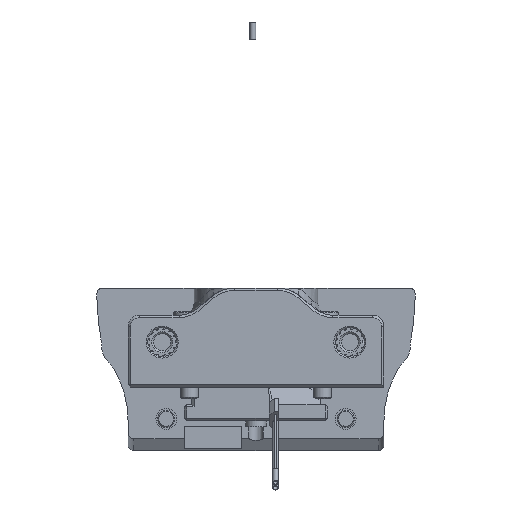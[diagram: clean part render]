
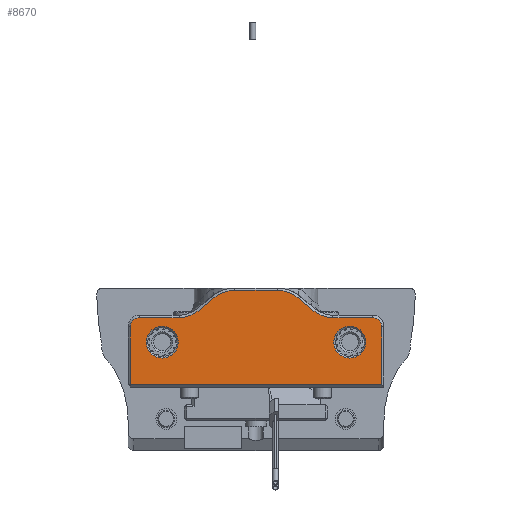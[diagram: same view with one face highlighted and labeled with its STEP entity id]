
A CAD part, left-side view. The second image highlights one B-rep face of the part: STEP entity #8670.
In plain terms, the highlighted planar face has unit normal (-1, 0, 0).
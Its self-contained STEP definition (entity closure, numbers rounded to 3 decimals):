
#684=FACE_BOUND('',#1957,.T.);
#685=FACE_BOUND('',#1958,.T.);
#943=CIRCLE('',#9420,2.75);
#944=CIRCLE('',#9422,1.6);
#945=CIRCLE('',#9423,5.4);
#946=CIRCLE('',#9424,5.6);
#947=CIRCLE('',#9425,5.6);
#948=CIRCLE('',#9426,5.4);
#949=CIRCLE('',#9427,1.6);
#950=CIRCLE('',#9428,2.75);
#1405=FACE_OUTER_BOUND('',#1956,.T.);
#1956=EDGE_LOOP('',(#6810,#6811,#6812,#6813,#6814,#6815,#6816,#6817,#6818,
#6819,#6820,#6821,#6822,#6823));
#1957=EDGE_LOOP('',(#6824));
#1958=EDGE_LOOP('',(#6825));
#2488=LINE('',#16684,#3119);
#2489=LINE('',#16686,#3120);
#2490=LINE('',#16690,#3121);
#2491=LINE('',#16694,#3122);
#2492=LINE('',#16698,#3123);
#2493=LINE('',#16702,#3124);
#2494=LINE('',#16706,#3125);
#2495=LINE('',#16709,#3126);
#3119=VECTOR('',#10830,10.);
#3120=VECTOR('',#10831,10.);
#3121=VECTOR('',#10834,10.);
#3122=VECTOR('',#10837,10.);
#3123=VECTOR('',#10840,10.);
#3124=VECTOR('',#10843,10.);
#3125=VECTOR('',#10846,10.);
#3126=VECTOR('',#10849,10.);
#3916=VERTEX_POINT('',#16678);
#3917=VERTEX_POINT('',#16682);
#3918=VERTEX_POINT('',#16683);
#3919=VERTEX_POINT('',#16685);
#3920=VERTEX_POINT('',#16687);
#3921=VERTEX_POINT('',#16689);
#3922=VERTEX_POINT('',#16691);
#3923=VERTEX_POINT('',#16693);
#3924=VERTEX_POINT('',#16695);
#3925=VERTEX_POINT('',#16697);
#3926=VERTEX_POINT('',#16699);
#3927=VERTEX_POINT('',#16701);
#3928=VERTEX_POINT('',#16703);
#3929=VERTEX_POINT('',#16705);
#3930=VERTEX_POINT('',#16707);
#3931=VERTEX_POINT('',#16710);
#4937=EDGE_CURVE('',#3916,#3916,#943,.T.);
#4938=EDGE_CURVE('',#3917,#3918,#2488,.T.);
#4939=EDGE_CURVE('',#3919,#3917,#2489,.T.);
#4940=EDGE_CURVE('',#3920,#3919,#944,.T.);
#4941=EDGE_CURVE('',#3921,#3920,#2490,.T.);
#4942=EDGE_CURVE('',#3922,#3921,#945,.T.);
#4943=EDGE_CURVE('',#3923,#3922,#2491,.T.);
#4944=EDGE_CURVE('',#3924,#3923,#946,.T.);
#4945=EDGE_CURVE('',#3925,#3924,#2492,.T.);
#4946=EDGE_CURVE('',#3926,#3925,#947,.T.);
#4947=EDGE_CURVE('',#3927,#3926,#2493,.T.);
#4948=EDGE_CURVE('',#3928,#3927,#948,.T.);
#4949=EDGE_CURVE('',#3929,#3928,#2494,.T.);
#4950=EDGE_CURVE('',#3930,#3929,#949,.T.);
#4951=EDGE_CURVE('',#3918,#3930,#2495,.T.);
#4952=EDGE_CURVE('',#3931,#3931,#950,.T.);
#6810=ORIENTED_EDGE('',*,*,#4938,.F.);
#6811=ORIENTED_EDGE('',*,*,#4939,.F.);
#6812=ORIENTED_EDGE('',*,*,#4940,.F.);
#6813=ORIENTED_EDGE('',*,*,#4941,.F.);
#6814=ORIENTED_EDGE('',*,*,#4942,.F.);
#6815=ORIENTED_EDGE('',*,*,#4943,.F.);
#6816=ORIENTED_EDGE('',*,*,#4944,.F.);
#6817=ORIENTED_EDGE('',*,*,#4945,.F.);
#6818=ORIENTED_EDGE('',*,*,#4946,.F.);
#6819=ORIENTED_EDGE('',*,*,#4947,.F.);
#6820=ORIENTED_EDGE('',*,*,#4948,.F.);
#6821=ORIENTED_EDGE('',*,*,#4949,.F.);
#6822=ORIENTED_EDGE('',*,*,#4950,.F.);
#6823=ORIENTED_EDGE('',*,*,#4951,.F.);
#6824=ORIENTED_EDGE('',*,*,#4952,.F.);
#6825=ORIENTED_EDGE('',*,*,#4937,.F.);
#8292=PLANE('',#9421);
#8670=ADVANCED_FACE('',(#1405,#684,#685),#8292,.T.);
#9420=AXIS2_PLACEMENT_3D('',#16680,#10826,#10827);
#9421=AXIS2_PLACEMENT_3D('',#16681,#10828,#10829);
#9422=AXIS2_PLACEMENT_3D('',#16688,#10832,#10833);
#9423=AXIS2_PLACEMENT_3D('',#16692,#10835,#10836);
#9424=AXIS2_PLACEMENT_3D('',#16696,#10838,#10839);
#9425=AXIS2_PLACEMENT_3D('',#16700,#10841,#10842);
#9426=AXIS2_PLACEMENT_3D('',#16704,#10844,#10845);
#9427=AXIS2_PLACEMENT_3D('',#16708,#10847,#10848);
#9428=AXIS2_PLACEMENT_3D('',#16711,#10850,#10851);
#10826=DIRECTION('center_axis',(-1.,0.,0.));
#10827=DIRECTION('ref_axis',(0.,-1.,0.));
#10828=DIRECTION('center_axis',(-1.,0.,0.));
#10829=DIRECTION('ref_axis',(0.,-1.,0.));
#10830=DIRECTION('',(0.,1.,0.));
#10831=DIRECTION('',(0.,0.,-1.));
#10832=DIRECTION('center_axis',(1.,0.,0.));
#10833=DIRECTION('ref_axis',(0.,-1.,0.));
#10834=DIRECTION('',(0.,-1.,0.));
#10835=DIRECTION('center_axis',(-1.,0.,0.));
#10836=DIRECTION('ref_axis',(0.,0.342,-0.94));
#10837=DIRECTION('',(0.,-0.766,-0.643));
#10838=DIRECTION('center_axis',(1.,0.,0.));
#10839=DIRECTION('ref_axis',(0.,-0.643,0.766));
#10840=DIRECTION('',(0.,-1.,0.));
#10841=DIRECTION('center_axis',(1.,0.,0.));
#10842=DIRECTION('ref_axis',(0.,0.,
1.));
#10843=DIRECTION('',(0.,-0.766,0.643));
#10844=DIRECTION('center_axis',(-1.,0.,0.));
#10845=DIRECTION('ref_axis',(0.,-0.342,-0.94));
#10846=DIRECTION('',(0.,-1.,0.));
#10847=DIRECTION('center_axis',(1.,0.,0.));
#10848=DIRECTION('ref_axis',(0.,0.,1.));
#10849=DIRECTION('',(0.,0.,1.));
#10850=DIRECTION('center_axis',(-1.,0.,0.));
#10851=DIRECTION('ref_axis',(0.,-1.,0.));
#16678=CARTESIAN_POINT('',(-18.5,-13.45,-68.806));
#16680=CARTESIAN_POINT('Origin',(-18.5,-16.2,-68.806));
#16681=CARTESIAN_POINT('Origin',(-18.5,0.,
-68.006));
#16682=CARTESIAN_POINT('',(-18.5,-21.7,-76.156));
#16683=CARTESIAN_POINT('',(-18.5,21.7,-76.156));
#16684=CARTESIAN_POINT('',(-18.5,-11.05,-76.156));
#16685=CARTESIAN_POINT('',(-18.5,-21.7,-66.156));
#16686=CARTESIAN_POINT('',(-18.5,-21.7,-67.081));
#16687=CARTESIAN_POINT('',(-18.5,-20.1,-64.556));
#16688=CARTESIAN_POINT('Origin',(-18.5,-20.1,-66.156));
#16689=CARTESIAN_POINT('',(-18.5,-13.29,-64.556));
#16690=CARTESIAN_POINT('',(-18.5,-5.735,-64.556));
#16691=CARTESIAN_POINT('',(-18.5,-9.819,-63.292));
#16692=CARTESIAN_POINT('Origin',(-18.5,-13.29,-59.156));
#16693=CARTESIAN_POINT('',(-18.5,-7.285,-61.166));
#16694=CARTESIAN_POINT('',(-18.5,-6.831,-60.785));
#16695=CARTESIAN_POINT('',(-18.5,-3.685,-59.856));
#16696=CARTESIAN_POINT('Origin',(-18.5,-3.685,-65.456));
#16697=CARTESIAN_POINT('',(-18.5,3.685,-59.856));
#16698=CARTESIAN_POINT('',(-18.5,-13.254,-59.856));
#16699=CARTESIAN_POINT('',(-18.5,7.285,-61.166));
#16700=CARTESIAN_POINT('Origin',(-18.5,3.685,-65.456));
#16701=CARTESIAN_POINT('',(-18.5,9.819,-63.292));
#16702=CARTESIAN_POINT('',(-18.5,8.795,-62.434));
#16703=CARTESIAN_POINT('',(-18.5,13.29,-64.556));
#16704=CARTESIAN_POINT('Origin',(-18.5,13.29,-59.156));
#16705=CARTESIAN_POINT('',(-18.5,20.1,-64.556));
#16706=CARTESIAN_POINT('',(-18.5,10.05,-64.556));
#16707=CARTESIAN_POINT('',(-18.5,21.7,-66.156));
#16708=CARTESIAN_POINT('Origin',(-18.5,20.1,-66.156));
#16709=CARTESIAN_POINT('',(-18.5,21.7,-72.281));
#16710=CARTESIAN_POINT('',(-18.5,18.95,-68.806));
#16711=CARTESIAN_POINT('Origin',(-18.5,16.2,-68.806));
